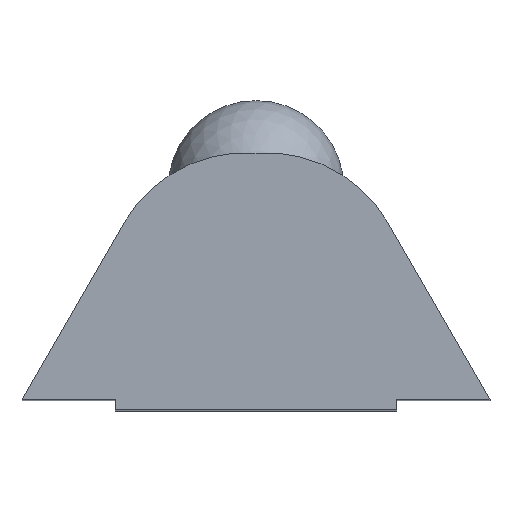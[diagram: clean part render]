
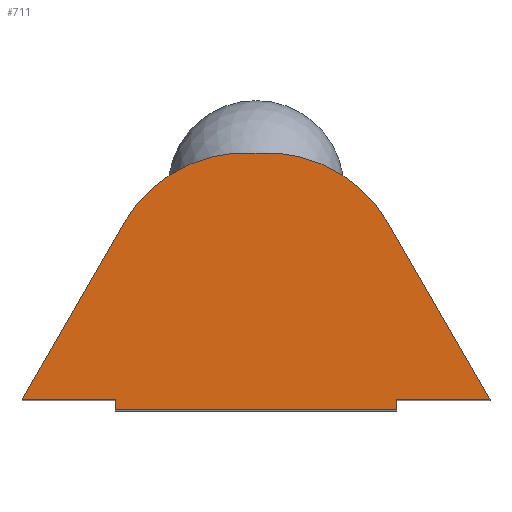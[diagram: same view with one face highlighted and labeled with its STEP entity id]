
A CAD part, top view. The second image highlights one B-rep face of the part: STEP entity #711.
In plain terms, the highlighted planar face has unit normal (0, 0, 1).
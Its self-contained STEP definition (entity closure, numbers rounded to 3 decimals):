
#15 = EDGE_CURVE ( 'NONE', #609, #258, #465, .T. ) ;
#24 = VECTOR ( 'NONE', #649, 1000. ) ;
#25 = CARTESIAN_POINT ( 'NONE',  ( -6.65, 0., 0. ) ) ;
#44 = LINE ( 'NONE', #25, #777 ) ;
#52 = DIRECTION ( 'NONE',  ( 0., 0., -1. ) ) ;
#66 = FACE_OUTER_BOUND ( 'NONE', #714, .T. ) ;
#69 = VERTEX_POINT ( 'NONE', #213 ) ;
#80 = ORIENTED_EDGE ( 'NONE', *, *, #504, .F. ) ;
#96 = CARTESIAN_POINT ( 'NONE',  ( 4., 0., 0. ) ) ;
#98 = VERTEX_POINT ( 'NONE', #140 ) ;
#102 = CARTESIAN_POINT ( 'NONE',  ( 6.65, 0., 0. ) ) ;
#120 = CARTESIAN_POINT ( 'NONE',  ( -4., -0.3, 0. ) ) ;
#128 = VECTOR ( 'NONE', #570, 1000. ) ;
#140 = CARTESIAN_POINT ( 'NONE',  ( 6.65, 0., 0. ) ) ;
#145 = ORIENTED_EDGE ( 'NONE', *, *, #390, .F. ) ;
#147 = DIRECTION ( 'NONE',  ( 0., 0., 1. ) ) ;
#154 = CARTESIAN_POINT ( 'NONE',  ( 3.757, 5.011, 0. ) ) ;
#167 = DIRECTION ( 'NONE',  ( 1., 0., 0. ) ) ;
#188 = CARTESIAN_POINT ( 'NONE',  ( -6.65, 0., 0. ) ) ;
#194 = ORIENTED_EDGE ( 'NONE', *, *, #738, .F. ) ;
#199 = DIRECTION ( 'NONE',  ( 0., 0., 1. ) ) ;
#213 = CARTESIAN_POINT ( 'NONE',  ( 4., 0., 0. ) ) ;
#222 = LINE ( 'NONE', #531, #673 ) ;
#241 = EDGE_CURVE ( 'NONE', #535, #258, #683, .T. ) ;
#255 = CARTESIAN_POINT ( 'NONE',  ( -6.65, 0., 0. ) ) ;
#258 = VERTEX_POINT ( 'NONE', #802 ) ;
#262 = VERTEX_POINT ( 'NONE', #120 ) ;
#283 = CARTESIAN_POINT ( 'NONE',  ( 6.65, 0., 0. ) ) ;
#284 = CARTESIAN_POINT ( 'NONE',  ( -4., 0., 0. ) ) ;
#299 = LINE ( 'NONE', #414, #646 ) ;
#327 = VECTOR ( 'NONE', #786, 1000. ) ;
#332 = LINE ( 'NONE', #102, #564 ) ;
#338 = DIRECTION ( 'NONE',  ( 0.5, 0.866, 0. ) ) ;
#342 = DIRECTION ( 'NONE',  ( 1., 0., 0. ) ) ;
#343 = LINE ( 'NONE', #96, #327 ) ;
#359 = VERTEX_POINT ( 'NONE', #188 ) ;
#363 = DIRECTION ( 'NONE',  ( -1., 0., 0. ) ) ;
#390 = EDGE_CURVE ( 'NONE', #552, #359, #725, .T. ) ;
#396 = ORIENTED_EDGE ( 'NONE', *, *, #398, .T. ) ;
#398 = EDGE_CURVE ( 'NONE', #69, #98, #332, .T. ) ;
#406 = ORIENTED_EDGE ( 'NONE', *, *, #774, .T. ) ;
#414 = CARTESIAN_POINT ( 'NONE',  ( 4., -0.3, 0. ) ) ;
#434 = CARTESIAN_POINT ( 'NONE',  ( -0.293, 3.011, 0. ) ) ;
#456 = CARTESIAN_POINT ( 'NONE',  ( 0.293, 3.011, 0. ) ) ;
#461 = DIRECTION ( 'NONE',  ( 1., 0., 0. ) ) ;
#464 = PLANE ( 'NONE',  #473 ) ;
#465 = CIRCLE ( 'NONE', #758, 4. ) ;
#472 = CARTESIAN_POINT ( 'NONE',  ( -3.757, 5.011, 0. ) ) ;
#473 = AXIS2_PLACEMENT_3D ( 'NONE', #530, #147, #591 ) ;
#492 = EDGE_CURVE ( 'NONE', #262, #720, #299, .T. ) ;
#504 = EDGE_CURVE ( 'NONE', #359, #535, #44, .T. ) ;
#516 = ORIENTED_EDGE ( 'NONE', *, *, #492, .T. ) ;
#530 = CARTESIAN_POINT ( 'NONE',  ( 0.293, 3.011, 0. ) ) ;
#531 = CARTESIAN_POINT ( 'NONE',  ( -4., 0., 0. ) ) ;
#535 = VERTEX_POINT ( 'NONE', #472 ) ;
#549 = DIRECTION ( 'NONE',  ( 0., 1., 0. ) ) ;
#552 = VERTEX_POINT ( 'NONE', #284 ) ;
#564 = VECTOR ( 'NONE', #167, 1000. ) ;
#570 = DIRECTION ( 'NONE',  ( -1., 0., 0. ) ) ;
#571 = LINE ( 'NONE', #283, #24 ) ;
#573 = ORIENTED_EDGE ( 'NONE', *, *, #241, .F. ) ;
#591 = DIRECTION ( 'NONE',  ( 1., 0., 0. ) ) ;
#609 = VERTEX_POINT ( 'NONE', #154 ) ;
#646 = VECTOR ( 'NONE', #342, 1000. ) ;
#649 = DIRECTION ( 'NONE',  ( -0.5, 0.866, 0. ) ) ;
#670 = AXIS2_PLACEMENT_3D ( 'NONE', #434, #52, #363 ) ;
#673 = VECTOR ( 'NONE', #549, 1000. ) ;
#683 = CIRCLE ( 'NONE', #670, 4. ) ;
#699 = EDGE_CURVE ( 'NONE', #98, #609, #571, .T. ) ;
#707 = ORIENTED_EDGE ( 'NONE', *, *, #699, .T. ) ;
#711 = ADVANCED_FACE ( 'NONE', ( #66 ), #464, .T. ) ;
#712 = CARTESIAN_POINT ( 'NONE',  ( 4., -0.3, 0. ) ) ;
#714 = EDGE_LOOP ( 'NONE', ( #793, #573, #80, #145, #194, #516, #406, #396, #707 ) ) ;
#720 = VERTEX_POINT ( 'NONE', #712 ) ;
#725 = LINE ( 'NONE', #255, #128 ) ;
#738 = EDGE_CURVE ( 'NONE', #262, #552, #222, .T. ) ;
#758 = AXIS2_PLACEMENT_3D ( 'NONE', #456, #199, #461 ) ;
#774 = EDGE_CURVE ( 'NONE', #720, #69, #343, .T. ) ;
#777 = VECTOR ( 'NONE', #338, 1000. ) ;
#786 = DIRECTION ( 'NONE',  ( 0., 1., 0. ) ) ;
#793 = ORIENTED_EDGE ( 'NONE', *, *, #15, .T. ) ;
#802 = CARTESIAN_POINT ( 'NONE',  ( 0., 7., 0. ) ) ;
